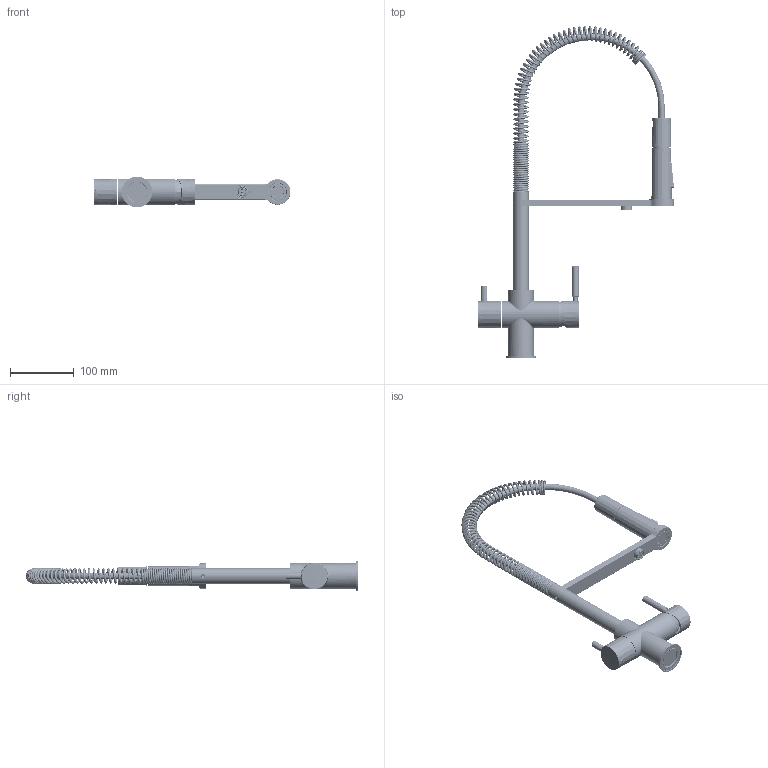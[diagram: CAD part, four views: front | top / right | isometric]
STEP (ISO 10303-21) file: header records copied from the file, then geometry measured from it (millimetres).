
FILE_DESCRIPTION((''),'2;1');
FILE_NAME('39938000','2024-02-27T09:40:11',('tecnico1'),(''),'CREO PARAMETRIC BY PTC INC, 2022284','CREO PARAMETRIC BY PTC INC, 2022284','');
FILE_SCHEMA(('CONFIG_CONTROL_DESIGN'));
Products named in the file (44): CU00025T00; P0230100; RN00032T00; CN00069T00; VI00061T00; CN00074T00; P0224500; OR00087T00; SU00031T00; RC00103T00; DC00058T00; DC00053T00; DC00023A00; GU00004T00; GU00007T00; FS00019T00; P0632800; FS00020T00; FS00001T00; FS00076T00; FS00026T00; OR00017T00; FS00027T00; FS00018V02; FS00078T00; ML00001V00; AR00081T00; AR00070T00; AR00071T00; AR00072T00; AR00028A00; RC00124T00; RN00034T00; CN00069A00; BT00002T00; PP00002T00; VG00019T00; P0394600; LE00029T00; P0418000 ...
Assembly tree (47 placements, depth 4):
  39938000
    CU00025T00
    P0230100
    RN00032T00
    CN00069A00
      CN00069T00
      VI00061T00
      CN00074T00
      P0224500
      OR00087T00
      SU00031T00
      RC00103T00
      DC00023A00
        DC00058T00
        DC00053T00
      GU00004T00
      GU00007T00
      FS00018V02
        FS00019T00
        P0632800
        FS00020T00
        FS00001T00  x2
        FS00076T00
        FS00026T00
        OR00017T00
        FS00027T00
      FS00078T00
      ML00001V00
      AR00081T00
      AR00028A00
        AR00070T00
        AR00071T00
        AR00072T00
      RC00124T00
      RN00034T00
    BT00002T00
    PP00002T00
    VG00019T00
    PR00008A00
      P0394600
      LE00029T00
      P0418000
    P0224500  x2
    P0226900  x2
    LE00076T00
Bounding box: 307.74 x 519.5 x 48 mm (x, y, z)
Volume: 390134.9 mm3; surface area: 260935.3 mm2
Topology: 44 solids, 131 shells, 5300 faces, 15020 edges, 10029 vertices
Faces by surface type: plane 2036, cylinder 1555, cone 551, torus 491, extrusion 323, bspline 271, sphere 73
Entity records: 226312 total; most frequent: CARTESIAN_POINT 102022, ORIENTED_EDGE 27304, DIRECTION 22532, EDGE_CURVE 14338, VERTEX_POINT 9610, AXIS2_PLACEMENT_3D 8457, VECTOR 5618, B_SPLINE_CURVE_WITH_KNOTS 5535
